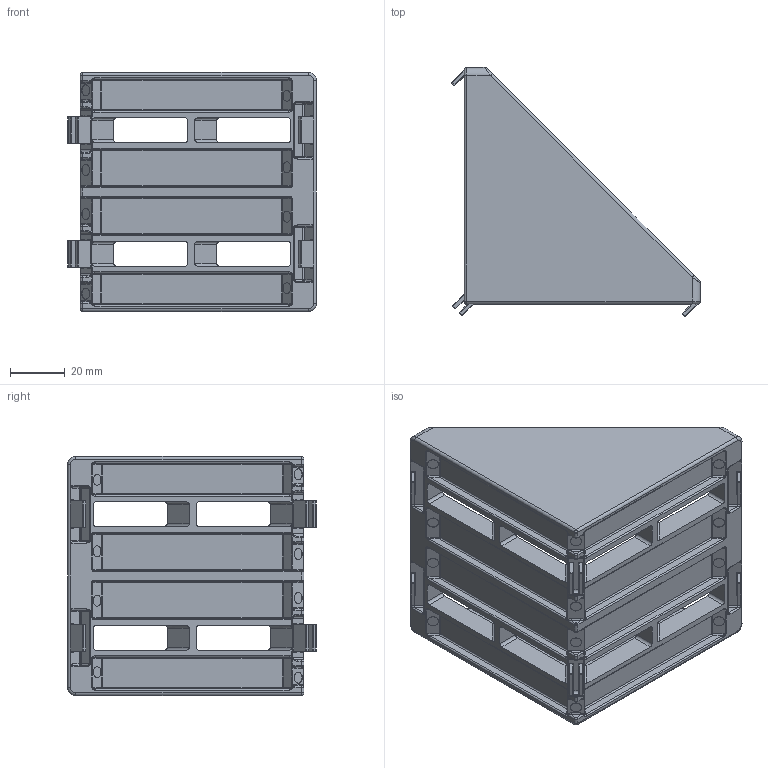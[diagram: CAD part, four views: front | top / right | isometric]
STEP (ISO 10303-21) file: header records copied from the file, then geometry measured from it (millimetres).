
FILE_DESCRIPTION (( 'STEP AP203' ), '1' );
FILE_NAME ('084.305.030.STEP', '2019-11-22T07:47:25', ( 'Localadmin' ), ( 'Microsoft' ), 'SwSTEP 2.0', 'SolidWorks 2018', '' );
FILE_SCHEMA (( 'CONFIG_CONTROL_DESIGN' ));
Length unit declared in the file: millimetre
Products named in the file (1): 084.305.030
Bounding box: 90.51 x 90.51 x 87 mm (x, y, z)
Volume: 107463.1 mm3; surface area: 49404.3 mm2
Topology: 1 solids, 1 shells, 935 faces, 2209 edges, 1211 vertices
Faces by surface type: cylinder 399, plane 190, bspline 140, sphere 127, torus 79
Entity records: 28402 total; most frequent: CARTESIAN_POINT 8405, DIRECTION 4267, ORIENTED_EDGE 4218, EDGE_CURVE 2109, AXIS2_PLACEMENT_3D 1696, VERTEX_POINT 1188, EDGE_LOOP 963, FACE_OUTER_BOUND 935
